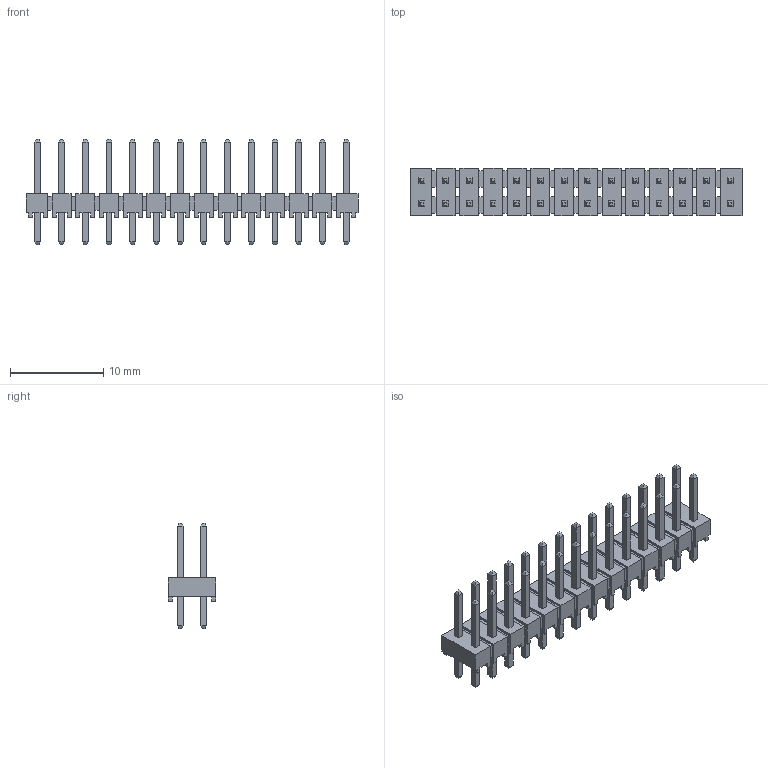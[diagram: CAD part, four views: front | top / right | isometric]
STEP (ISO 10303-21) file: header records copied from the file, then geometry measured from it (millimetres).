
FILE_DESCRIPTION(/* description */ (''),/* implementation_level */ '2;1');
FILE_NAME(/* name */ 'SAMTEC_TSW-114-23-L-D.stp',/* time_stamp */ '2017-03-08T13:02:49+01:00',/* author */ ('riccim'),/* organization */ ('SolidWorks'),/* preprocessor_version */ 'ST-DEVELOPER v15.5',/* originating_system */ 'AutoCAD Mechanical',/* authorisation */ ' ');
FILE_SCHEMA (('AUTOMOTIVE_DESIGN { 1 0 10303 214 3 1 1 }'));
Length unit declared in the file: millimetre
Products named in the file (1): Product
Bounding box: 35.56 x 5.08 x 11.3 mm (x, y, z)
Volume: 444.3 mm3; surface area: 1674.8 mm2
Topology: 98 solids, 98 shells, 984 faces, 2140 edges, 1352 vertices
Faces by surface type: plane 984
Entity records: 25901 total; most frequent: CARTESIAN_POINT 4477, ORIENTED_EDGE 4280, DIRECTION 4110, LINE 2140, VECTOR 2140, EDGE_CURVE 2140, VERTEX_POINT 1352, AXIS2_PLACEMENT_3D 985
